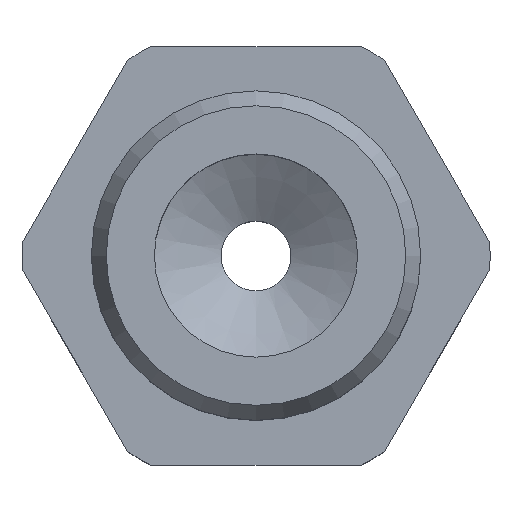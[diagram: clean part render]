
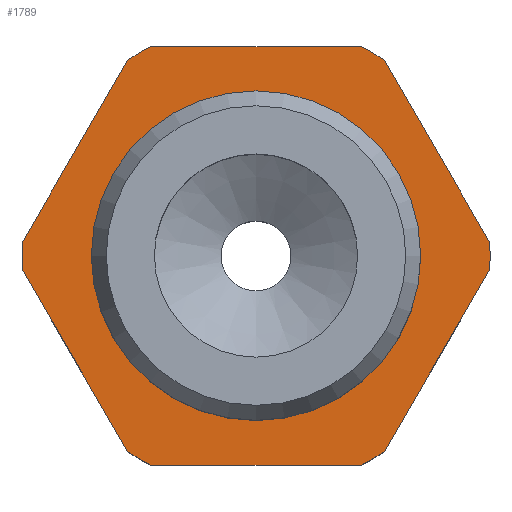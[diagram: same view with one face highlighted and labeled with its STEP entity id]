
A CAD part, top view. The second image highlights one B-rep face of the part: STEP entity #1789.
In plain terms, the highlighted planar face has unit normal (0, 0, 1).
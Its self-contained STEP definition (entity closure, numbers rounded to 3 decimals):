
#20=FACE_BOUND('',#398,.T.);
#33=CIRCLE('',#1855,11.75);
#34=CIRCLE('',#1856,11.75);
#35=CIRCLE('',#1857,11.75);
#36=CIRCLE('',#1858,11.75);
#37=CIRCLE('',#1859,11.75);
#38=CIRCLE('',#1860,11.75);
#39=CIRCLE('',#1861,8.269);
#300=FACE_OUTER_BOUND('',#397,.T.);
#397=EDGE_LOOP('',(#1521,#1522,#1523,#1524,#1525,#1526,#1527,#1528,#1529,
#1530,#1531,#1532));
#398=EDGE_LOOP('',(#1533));
#526=LINE('',#3512,#663);
#530=LINE('',#3521,#667);
#534=LINE('',#3530,#671);
#538=LINE('',#3539,#675);
#542=LINE('',#3548,#679);
#546=LINE('',#3557,#683);
#663=VECTOR('',#2061,10.);
#667=VECTOR('',#2067,10.);
#671=VECTOR('',#2073,10.);
#675=VECTOR('',#2079,10.);
#679=VECTOR('',#2085,10.);
#683=VECTOR('',#2091,10.);
#837=VERTEX_POINT('',#3510);
#838=VERTEX_POINT('',#3511);
#841=VERTEX_POINT('',#3519);
#842=VERTEX_POINT('',#3520);
#845=VERTEX_POINT('',#3528);
#846=VERTEX_POINT('',#3529);
#849=VERTEX_POINT('',#3537);
#850=VERTEX_POINT('',#3538);
#853=VERTEX_POINT('',#3546);
#854=VERTEX_POINT('',#3547);
#857=VERTEX_POINT('',#3555);
#858=VERTEX_POINT('',#3556);
#861=VERTEX_POINT('',#3570);
#1086=EDGE_CURVE('',#837,#838,#526,.T.);
#1090=EDGE_CURVE('',#841,#842,#530,.T.);
#1094=EDGE_CURVE('',#845,#846,#534,.T.);
#1098=EDGE_CURVE('',#849,#850,#538,.T.);
#1102=EDGE_CURVE('',#853,#854,#542,.T.);
#1106=EDGE_CURVE('',#857,#858,#546,.T.);
#1110=EDGE_CURVE('',#838,#853,#33,.T.);
#1111=EDGE_CURVE('',#854,#849,#34,.T.);
#1112=EDGE_CURVE('',#850,#845,#35,.T.);
#1113=EDGE_CURVE('',#846,#857,#36,.T.);
#1114=EDGE_CURVE('',#858,#841,#37,.T.);
#1115=EDGE_CURVE('',#842,#837,#38,.T.);
#1116=EDGE_CURVE('',#861,#861,#39,.T.);
#1521=ORIENTED_EDGE('',*,*,#1086,.T.);
#1522=ORIENTED_EDGE('',*,*,#1110,.T.);
#1523=ORIENTED_EDGE('',*,*,#1102,.T.);
#1524=ORIENTED_EDGE('',*,*,#1111,.T.);
#1525=ORIENTED_EDGE('',*,*,#1098,.T.);
#1526=ORIENTED_EDGE('',*,*,#1112,.T.);
#1527=ORIENTED_EDGE('',*,*,#1094,.T.);
#1528=ORIENTED_EDGE('',*,*,#1113,.T.);
#1529=ORIENTED_EDGE('',*,*,#1106,.T.);
#1530=ORIENTED_EDGE('',*,*,#1114,.T.);
#1531=ORIENTED_EDGE('',*,*,#1090,.T.);
#1532=ORIENTED_EDGE('',*,*,#1115,.T.);
#1533=ORIENTED_EDGE('',*,*,#1116,.F.);
#1706=PLANE('',#1854);
#1789=ADVANCED_FACE('',(#300,#20),#1706,.T.);
#1854=AXIS2_PLACEMENT_3D('',#3563,#2095,#2096);
#1855=AXIS2_PLACEMENT_3D('',#3564,#2097,#2098);
#1856=AXIS2_PLACEMENT_3D('',#3565,#2099,#2100);
#1857=AXIS2_PLACEMENT_3D('',#3566,#2101,#2102);
#1858=AXIS2_PLACEMENT_3D('',#3567,#2103,#2104);
#1859=AXIS2_PLACEMENT_3D('',#3568,#2105,#2106);
#1860=AXIS2_PLACEMENT_3D('',#3569,#2107,#2108);
#1861=AXIS2_PLACEMENT_3D('',#3571,#2109,#2110);
#2061=DIRECTION('',(0.5,0.866,0.));
#2067=DIRECTION('',(1.,0.,0.));
#2073=DIRECTION('',(-0.5,-0.866,0.));
#2079=DIRECTION('',(-1.,0.,0.));
#2085=DIRECTION('',(-0.5,0.866,0.));
#2091=DIRECTION('',(0.5,-0.866,0.));
#2095=DIRECTION('center_axis',(0.,0.,1.));
#2096=DIRECTION('ref_axis',(1.,0.,0.));
#2097=DIRECTION('center_axis',(0.,0.,1.));
#2098=DIRECTION('ref_axis',(1.,0.,0.));
#2099=DIRECTION('center_axis',(0.,0.,1.));
#2100=DIRECTION('ref_axis',(1.,0.,0.));
#2101=DIRECTION('center_axis',(0.,0.,1.));
#2102=DIRECTION('ref_axis',(1.,0.,0.));
#2103=DIRECTION('center_axis',(0.,0.,1.));
#2104=DIRECTION('ref_axis',(1.,0.,0.));
#2105=DIRECTION('center_axis',(0.,0.,1.));
#2106=DIRECTION('ref_axis',(1.,0.,0.));
#2107=DIRECTION('center_axis',(0.,0.,1.));
#2108=DIRECTION('ref_axis',(1.,0.,0.));
#2109=DIRECTION('center_axis',(0.,0.,1.));
#2110=DIRECTION('ref_axis',(1.,0.,0.));
#3510=CARTESIAN_POINT('',(6.456,-9.817,0.));
#3511=CARTESIAN_POINT('',(11.73,-0.683,0.));
#3512=CARTESIAN_POINT('',(8.622,-6.067,0.));
#3519=CARTESIAN_POINT('',(-5.274,-10.5,0.));
#3520=CARTESIAN_POINT('',(5.274,-10.5,0.));
#3521=CARTESIAN_POINT('',(2.637,-10.5,0.));
#3528=CARTESIAN_POINT('',(-6.456,9.817,0.));
#3529=CARTESIAN_POINT('',(-11.73,0.683,0.));
#3530=CARTESIAN_POINT('',(-12.202,-0.134,0.));
#3537=CARTESIAN_POINT('',(5.274,10.5,0.));
#3538=CARTESIAN_POINT('',(-5.274,10.5,0.));
#3539=CARTESIAN_POINT('',(-2.637,10.5,0.));
#3546=CARTESIAN_POINT('',(11.73,0.683,0.));
#3547=CARTESIAN_POINT('',(6.456,9.817,0.));
#3548=CARTESIAN_POINT('',(9.565,4.433,0.));
#3555=CARTESIAN_POINT('',(-11.73,-0.683,0.));
#3556=CARTESIAN_POINT('',(-6.456,-9.817,0.));
#3557=CARTESIAN_POINT('',(-5.985,-10.634,0.));
#3563=CARTESIAN_POINT('Origin',(0.,-8.269,0.));
#3564=CARTESIAN_POINT('Origin',(0.,0.,0.));
#3565=CARTESIAN_POINT('Origin',(0.,0.,0.));
#3566=CARTESIAN_POINT('Origin',(0.,0.,0.));
#3567=CARTESIAN_POINT('Origin',(0.,0.,0.));
#3568=CARTESIAN_POINT('Origin',(0.,0.,0.));
#3569=CARTESIAN_POINT('Origin',(0.,0.,0.));
#3570=CARTESIAN_POINT('',(0.,8.269,0.));
#3571=CARTESIAN_POINT('Origin',(0.,0.,0.));
